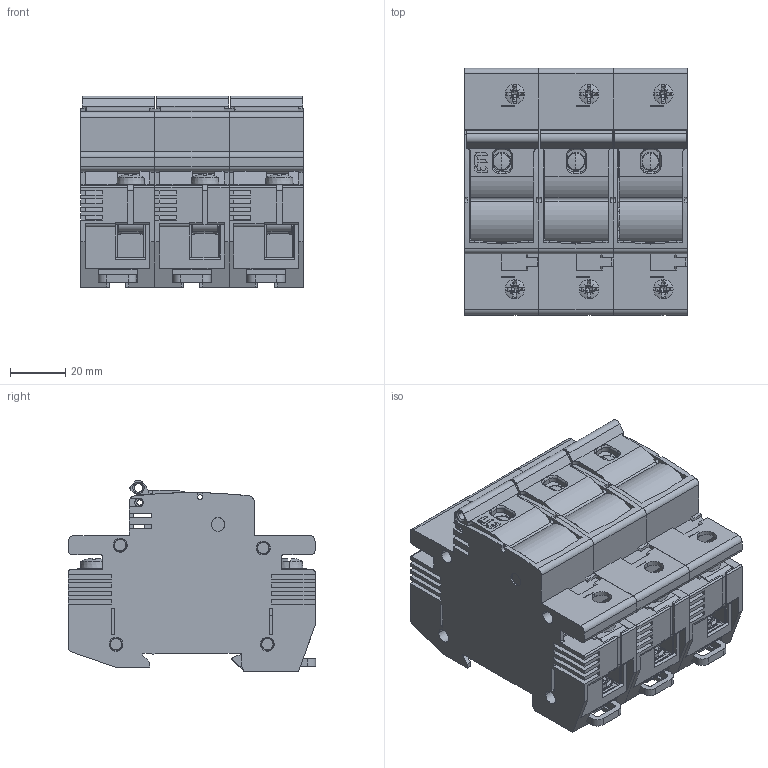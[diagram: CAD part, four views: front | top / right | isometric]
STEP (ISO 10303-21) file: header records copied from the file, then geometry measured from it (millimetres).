
FILE_DESCRIPTION((''),'2;1');
FILE_NAME('ASM01042_ASM','2021-05-12T',('marketing.praksa'),('Audax d.o.o.'),'CREO PARAMETRIC BY PTC INC, 2017480','CREO PARAMETRIC BY PTC INC, 2017480','');
FILE_SCHEMA(('AUTOMOTIVE_DESIGN { 1 0 10303 214 1 1 1 1 }'));
Products named in the file (42): PRT9530; 0000060159_1_1_1_2_1_1; LUCKA; STV_PREDAL_ETI; PRT9528; COP; PRT9531; PRT9533; STV_GUMB_ETI_1_1; STV_GUMB_ETI_1_2; DOOR-WL_ASM; PRT9530_1_1_2_1_1; PRT9530_1_1_2_2_1; PRT9530_1_1_2_3_1; PRT9530_1_1_2_ASM_1_ASM; 0000060159_1_1_1_2_1_1_1_1_1; STV_GUMB_ETI_1_1_2_1_1; STV_GUMB_ETI_1_1_2_1_2; STV_GUMB_ETI_1_1_2_1_ASM; LUCKA_1_1_1; STV_PREDAL_ETI_1_1_1; PRT9528_1_1_1; COP_1_1_1; PRT9531_1_1_1; 1XMOD_NO-LOGO_ASM_1_ASM; ASM01045_ASM; PRT9530_1_1_2_1_1_1; PRT9530_1_1_2_2_1_1; PRT9530_1_1_2_3_1_1; PRT9530_1_1_2_ASM_1_1_ASM; 0000060159_1_1_1_2_1_1_1_1_1_1; STV_GUMB_ETI_1_1_2_1_1_2_1; STV_GUMB_ETI_1_1_2_1_1_2_2; STV_GUMB_ETI_1_1_2_1_1_2_ASM; LUCKA_1_1_1_1; STV_PREDAL_ETI_1_1_1_1; PRT9528_1_1_1_1; COP_1_1_1_1; PRT9531_1_1_1_1; 1XMOD_NO-LOGO_ASM_1_1_ASM ...
Assembly tree (44 placements, depth 5):
  ASM01042_ASM
    PRT9530
    0000060159_1_1_1_2_1_1  x2
    LUCKA
    STV_PREDAL_ETI
    PRT9528
    COP
    PRT9531
    PRT9533
    DOOR-WL_ASM
      STV_GUMB_ETI_1_1
      STV_GUMB_ETI_1_2
    ASM01045_ASM
      1XMOD_NO-LOGO_ASM_1_ASM
        PRT9530_1_1_2_ASM_1_ASM
          PRT9530_1_1_2_1_1
          PRT9530_1_1_2_2_1
          PRT9530_1_1_2_3_1
        0000060159_1_1_1_2_1_1_1_1_1  x2
        STV_GUMB_ETI_1_1_2_1_ASM
          STV_GUMB_ETI_1_1_2_1_1
          STV_GUMB_ETI_1_1_2_1_2
        LUCKA_1_1_1
        STV_PREDAL_ETI_1_1_1
        PRT9528_1_1_1
        COP_1_1_1
        PRT9531_1_1_1
    ASM010455_ASM
      1XMOD_NO-LOGO_ASM_1_1_ASM
        PRT9530_1_1_2_ASM_1_1_ASM
          PRT9530_1_1_2_1_1_1
          PRT9530_1_1_2_2_1_1
          PRT9530_1_1_2_3_1_1
        0000060159_1_1_1_2_1_1_1_1_1_1  x2
        STV_GUMB_ETI_1_1_2_1_1_2_ASM
          STV_GUMB_ETI_1_1_2_1_1_2_1
          STV_GUMB_ETI_1_1_2_1_1_2_2
        LUCKA_1_1_1_1
        STV_PREDAL_ETI_1_1_1_1
        PRT9528_1_1_1_1
        COP_1_1_1_1
        PRT9531_1_1_1_1
Bounding box: 80.4 x 89.2 x 69.23 mm (x, y, z)
Volume: 253974.2 mm3; surface area: 157604.5 mm2
Topology: 39 solids, 45 shells, 5719 faces, 16186 edges, 10486 vertices
Faces by surface type: plane 3736, cylinder 1281, cone 282, extrusion 207, torus 120, bspline 69, sphere 24
Entity records: 246644 total; most frequent: CARTESIAN_POINT 42002, ORIENTED_EDGE 31334, DIRECTION 28859, EDGE_CURVE 15676, VECTOR 11643, LINE 11436, PRESENTATION_STYLE_ASSIGNMENT 11306, STYLED_ITEM 11255
